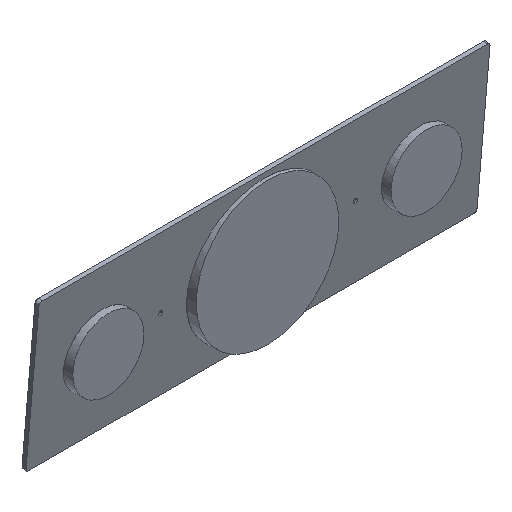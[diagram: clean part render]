
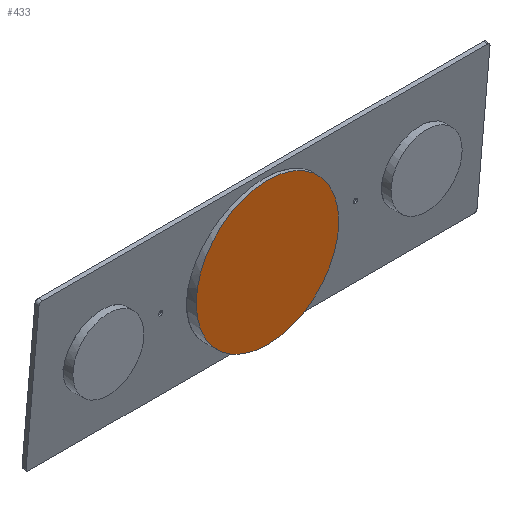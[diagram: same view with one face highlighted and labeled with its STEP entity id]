
A CAD part, isometric view. The second image highlights one B-rep face of the part: STEP entity #433.
In plain terms, the highlighted planar face has unit normal (0, -1, 0).
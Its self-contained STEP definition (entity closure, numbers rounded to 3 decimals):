
#106=FACE_OUTER_BOUND('',#130,.T.);
#130=EDGE_LOOP('',(#294));
#161=CIRCLE('',#472,35.255);
#183=VERTEX_POINT('',#675);
#229=EDGE_CURVE('',#183,#183,#161,.T.);
#294=ORIENTED_EDGE('',*,*,#229,.T.);
#424=PLANE('',#471);
#433=ADVANCED_FACE('',(#106),#424,.T.);
#471=AXIS2_PLACEMENT_3D('',#674,#531,#532);
#472=AXIS2_PLACEMENT_3D('',#676,#533,#534);
#531=DIRECTION('center_axis',(0.,-1.,0.));
#532=DIRECTION('ref_axis',(1.,0.,0.));
#533=DIRECTION('center_axis',(0.,-1.,0.));
#534=DIRECTION('ref_axis',(1.,0.,0.));
#674=CARTESIAN_POINT('Origin',(157.493,-0.129,-55.015));
#675=CARTESIAN_POINT('',(122.237,-0.129,-55.015));
#676=CARTESIAN_POINT('Origin',(157.493,-0.129,-55.015));
